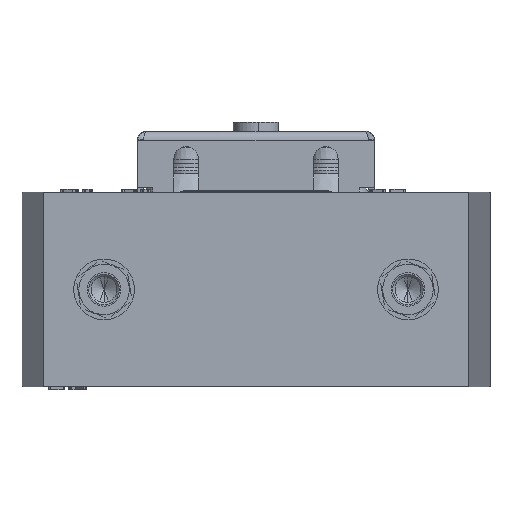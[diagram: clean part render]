
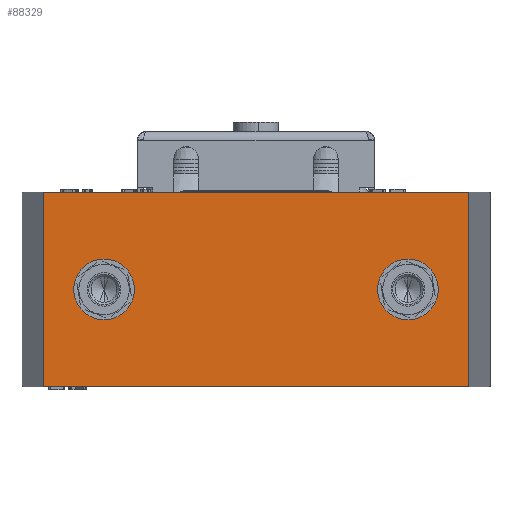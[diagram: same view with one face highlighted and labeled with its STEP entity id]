
A CAD part, front view. The second image highlights one B-rep face of the part: STEP entity #88329.
In plain terms, the highlighted planar face has unit normal (0, -1, 0).
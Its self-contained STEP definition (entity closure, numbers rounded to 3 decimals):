
#2050 = VECTOR ( 'NONE', #55174, 1000. ) ;
#2153 = VERTEX_POINT ( 'NONE', #68637 ) ;
#3346 = VERTEX_POINT ( 'NONE', #9162 ) ;
#3777 = DIRECTION ( 'NONE',  ( 1., 0., 0. ) ) ;
#4468 = CARTESIAN_POINT ( 'NONE',  ( 50., -76., -10. ) ) ;
#4508 = CARTESIAN_POINT ( 'NONE',  ( -70., -76., -32. ) ) ;
#5822 = CARTESIAN_POINT ( 'NONE',  ( 50., -76., 0. ) ) ;
#6295 = ORIENTED_EDGE ( 'NONE', *, *, #73533, .F. ) ;
#7173 = CARTESIAN_POINT ( 'NONE',  ( 70., -76., 32. ) ) ;
#8769 = CARTESIAN_POINT ( 'NONE',  ( -70., -76., 32. ) ) ;
#9162 = CARTESIAN_POINT ( 'NONE',  ( -50., -76., -10. ) ) ;
#13264 = DIRECTION ( 'NONE',  ( 1., 0., 0. ) ) ;
#14165 = ORIENTED_EDGE ( 'NONE', *, *, #70547, .T. ) ;
#14557 = DIRECTION ( 'NONE',  ( 0., 0., -1. ) ) ;
#15243 = VERTEX_POINT ( 'NONE', #90854 ) ;
#16691 = VERTEX_POINT ( 'NONE', #4468 ) ;
#18158 = CIRCLE ( 'NONE', #96351, 10. ) ;
#23857 = CARTESIAN_POINT ( 'NONE',  ( -50., -76., 0. ) ) ;
#25152 = CARTESIAN_POINT ( 'NONE',  ( -50., -76., 10. ) ) ;
#25501 = ORIENTED_EDGE ( 'NONE', *, *, #68737, .F. ) ;
#29084 = CARTESIAN_POINT ( 'NONE',  ( -50., -76., 0. ) ) ;
#29409 = ORIENTED_EDGE ( 'NONE', *, *, #90941, .F. ) ;
#29621 = CARTESIAN_POINT ( 'NONE',  ( -70., -76., -32. ) ) ;
#31893 = EDGE_LOOP ( 'NONE', ( #72277, #25501, #97339, #14165 ) ) ;
#32490 = CIRCLE ( 'NONE', #79020, 10. ) ;
#32575 = DIRECTION ( 'NONE',  ( 0., 0., -1. ) ) ;
#37781 = DIRECTION ( 'NONE',  ( 0., 0., -1. ) ) ;
#38822 = EDGE_CURVE ( 'NONE', #93354, #95589, #100428, .T. ) ;
#39419 = CARTESIAN_POINT ( 'NONE',  ( 70., -76., -32. ) ) ;
#41242 = CARTESIAN_POINT ( 'NONE',  ( 50., -76., 0. ) ) ;
#43973 = ORIENTED_EDGE ( 'NONE', *, *, #109730, .F. ) ;
#45207 = VERTEX_POINT ( 'NONE', #25152 ) ;
#49130 = CIRCLE ( 'NONE', #62142, 10. ) ;
#49540 = EDGE_LOOP ( 'NONE', ( #43973, #29409 ) ) ;
#49674 = EDGE_CURVE ( 'NONE', #2153, #59129, #111257, .T. ) ;
#49883 = DIRECTION ( 'NONE',  ( 0., 0., -1. ) ) ;
#51301 = EDGE_LOOP ( 'NONE', ( #6295, #74737 ) ) ;
#55174 = DIRECTION ( 'NONE',  ( 0., 0., 1. ) ) ;
#55599 = CARTESIAN_POINT ( 'NONE',  ( -70., -76., -32. ) ) ;
#56715 = CIRCLE ( 'NONE', #91673, 10. ) ;
#58058 = VECTOR ( 'NONE', #98297, 1000. ) ;
#58302 = FACE_BOUND ( 'NONE', #51301, .T. ) ;
#59129 = VERTEX_POINT ( 'NONE', #7173 ) ;
#62142 = AXIS2_PLACEMENT_3D ( 'NONE', #5822, #66199, #14557 ) ;
#66199 = DIRECTION ( 'NONE',  ( 0., -1., 0. ) ) ;
#66296 = CARTESIAN_POINT ( 'NONE',  ( 70., -76., -32. ) ) ;
#68637 = CARTESIAN_POINT ( 'NONE',  ( -70., -76., 32. ) ) ;
#68737 = EDGE_CURVE ( 'NONE', #93354, #2153, #80897, .T. ) ;
#68834 = EDGE_CURVE ( 'NONE', #45207, #3346, #32490, .T. ) ;
#69126 = DIRECTION ( 'NONE',  ( 1., 0., 0. ) ) ;
#70547 = EDGE_CURVE ( 'NONE', #95589, #59129, #70976, .T. ) ;
#70976 = LINE ( 'NONE', #39419, #2050 ) ;
#72277 = ORIENTED_EDGE ( 'NONE', *, *, #49674, .F. ) ;
#73533 = EDGE_CURVE ( 'NONE', #3346, #45207, #56715, .T. ) ;
#74737 = ORIENTED_EDGE ( 'NONE', *, *, #68834, .F. ) ;
#77651 = VECTOR ( 'NONE', #3777, 1000. ) ;
#79020 = AXIS2_PLACEMENT_3D ( 'NONE', #23857, #84057, #32575 ) ;
#80897 = LINE ( 'NONE', #106767, #58058 ) ;
#81156 = FACE_OUTER_BOUND ( 'NONE', #31893, .T. ) ;
#81842 = DIRECTION ( 'NONE',  ( 0., -1., 0. ) ) ;
#84057 = DIRECTION ( 'NONE',  ( 0., -1., 0. ) ) ;
#85972 = VECTOR ( 'NONE', #69126, 1000. ) ;
#86058 = AXIS2_PLACEMENT_3D ( 'NONE', #4508, #81842, #13264 ) ;
#88329 = ADVANCED_FACE ( 'NONE', ( #103875, #58302, #81156 ), #107564, .T. ) ;
#89274 = DIRECTION ( 'NONE',  ( 0., -1., 0. ) ) ;
#90854 = CARTESIAN_POINT ( 'NONE',  ( 50., -76., 10. ) ) ;
#90941 = EDGE_CURVE ( 'NONE', #15243, #16691, #18158, .T. ) ;
#91673 = AXIS2_PLACEMENT_3D ( 'NONE', #29084, #89274, #37781 ) ;
#93354 = VERTEX_POINT ( 'NONE', #55599 ) ;
#95589 = VERTEX_POINT ( 'NONE', #66296 ) ;
#96351 = AXIS2_PLACEMENT_3D ( 'NONE', #41242, #101307, #49883 ) ;
#97339 = ORIENTED_EDGE ( 'NONE', *, *, #38822, .T. ) ;
#98297 = DIRECTION ( 'NONE',  ( 0., 0., 1. ) ) ;
#100428 = LINE ( 'NONE', #29621, #77651 ) ;
#101307 = DIRECTION ( 'NONE',  ( 0., -1., 0. ) ) ;
#103875 = FACE_BOUND ( 'NONE', #49540, .T. ) ;
#106767 = CARTESIAN_POINT ( 'NONE',  ( -70., -76., -32. ) ) ;
#107564 = PLANE ( 'NONE',  #86058 ) ;
#109730 = EDGE_CURVE ( 'NONE', #16691, #15243, #49130, .T. ) ;
#111257 = LINE ( 'NONE', #8769, #85972 ) ;
